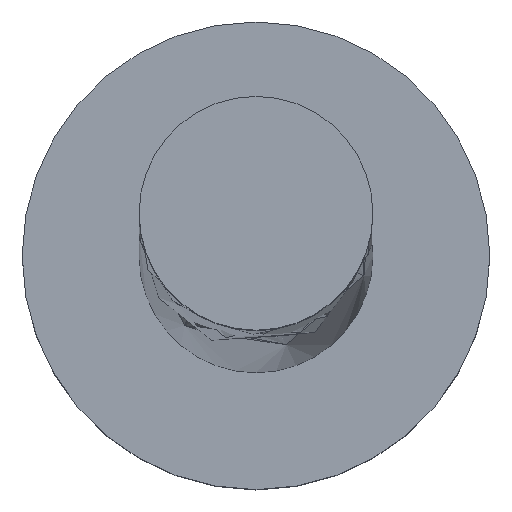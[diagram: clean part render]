
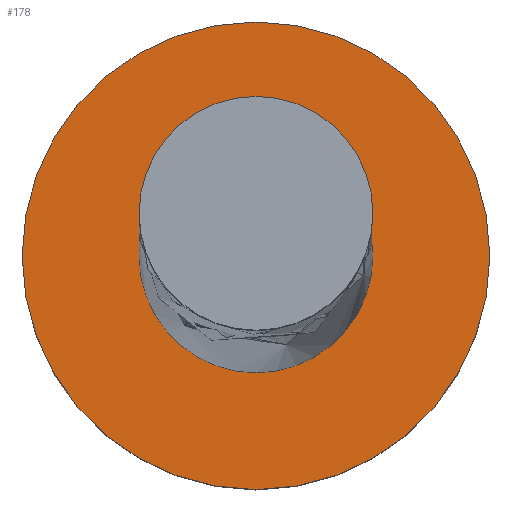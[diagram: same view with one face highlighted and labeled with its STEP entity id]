
A CAD part, top view. The second image highlights one B-rep face of the part: STEP entity #178.
In plain terms, the highlighted planar face has unit normal (0, 0, 1).
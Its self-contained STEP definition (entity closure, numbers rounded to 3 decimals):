
#86 = EDGE_CURVE ( 'NONE', #969, #1908, #755, .T. ) ;
#178 = ADVANCED_FACE ( 'NONE', ( #1997, #938 ), #431, .T. ) ;
#194 = CARTESIAN_POINT ( 'NONE',  ( 3., 0., 5. ) ) ;
#246 = AXIS2_PLACEMENT_3D ( 'NONE', #926, #605, #278 ) ;
#278 = DIRECTION ( 'NONE',  ( 1., 0., 0. ) ) ;
#305 = CIRCLE ( 'NONE', #1546, 6. ) ;
#306 = VERTEX_POINT ( 'NONE', #701 ) ;
#347 = AXIS2_PLACEMENT_3D ( 'NONE', #1848, #1525, #1830 ) ;
#415 = EDGE_CURVE ( 'NONE', #1908, #969, #305, .T. ) ;
#431 = PLANE ( 'NONE',  #246 ) ;
#441 = DIRECTION ( 'NONE',  ( 1., 0., 0. ) ) ;
#448 = ORIENTED_EDGE ( 'NONE', *, *, #415, .T. ) ;
#605 = DIRECTION ( 'NONE',  ( 0., 0., 1. ) ) ;
#620 = DIRECTION ( 'NONE',  ( 0., 0., 1. ) ) ;
#630 = EDGE_LOOP ( 'NONE', ( #983, #966 ) ) ;
#657 = ORIENTED_EDGE ( 'NONE', *, *, #86, .T. ) ;
#701 = CARTESIAN_POINT ( 'NONE',  ( -3., 0., 5. ) ) ;
#755 = CIRCLE ( 'NONE', #347, 6. ) ;
#833 = AXIS2_PLACEMENT_3D ( 'NONE', #1169, #1306, #836 ) ;
#836 = DIRECTION ( 'NONE',  ( 1., 0., 0. ) ) ;
#837 = CARTESIAN_POINT ( 'NONE',  ( 6., 0., 5. ) ) ;
#868 = CIRCLE ( 'NONE', #1322, 3. ) ;
#926 = CARTESIAN_POINT ( 'NONE',  ( 0., 0., 5. ) ) ;
#938 = FACE_OUTER_BOUND ( 'NONE', #1031, .T. ) ;
#956 = EDGE_CURVE ( 'NONE', #2056, #306, #868, .T. ) ;
#966 = ORIENTED_EDGE ( 'NONE', *, *, #956, .F. ) ;
#969 = VERTEX_POINT ( 'NONE', #837 ) ;
#983 = ORIENTED_EDGE ( 'NONE', *, *, #1596, .F. ) ;
#1019 = DIRECTION ( 'NONE',  ( 0., 0., 1. ) ) ;
#1031 = EDGE_LOOP ( 'NONE', ( #448, #657 ) ) ;
#1062 = CARTESIAN_POINT ( 'NONE',  ( 0., 0., 5. ) ) ;
#1169 = CARTESIAN_POINT ( 'NONE',  ( 0., 0., 5. ) ) ;
#1306 = DIRECTION ( 'NONE',  ( 0., 0., 1. ) ) ;
#1322 = AXIS2_PLACEMENT_3D ( 'NONE', #1327, #1019, #1766 ) ;
#1327 = CARTESIAN_POINT ( 'NONE',  ( 0., 0., 5. ) ) ;
#1453 = CARTESIAN_POINT ( 'NONE',  ( -6., 0., 5. ) ) ;
#1525 = DIRECTION ( 'NONE',  ( 0., 0., 1. ) ) ;
#1546 = AXIS2_PLACEMENT_3D ( 'NONE', #1062, #620, #441 ) ;
#1596 = EDGE_CURVE ( 'NONE', #306, #2056, #1977, .T. ) ;
#1766 = DIRECTION ( 'NONE',  ( 1., 0., 0. ) ) ;
#1830 = DIRECTION ( 'NONE',  ( 1., 0., 0. ) ) ;
#1848 = CARTESIAN_POINT ( 'NONE',  ( 0., 0., 5. ) ) ;
#1908 = VERTEX_POINT ( 'NONE', #1453 ) ;
#1977 = CIRCLE ( 'NONE', #833, 3. ) ;
#1997 = FACE_BOUND ( 'NONE', #630, .T. ) ;
#2056 = VERTEX_POINT ( 'NONE', #194 ) ;
